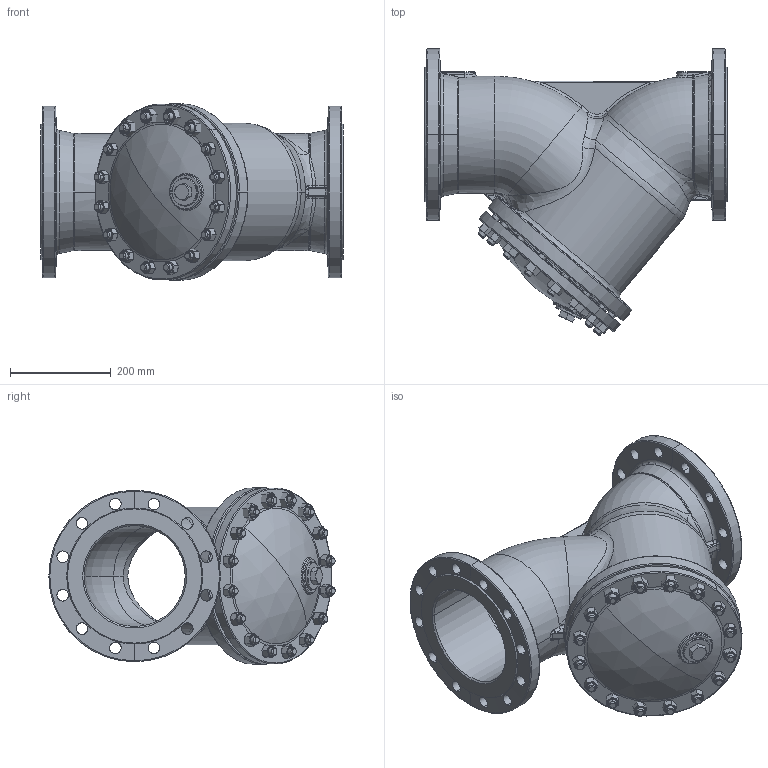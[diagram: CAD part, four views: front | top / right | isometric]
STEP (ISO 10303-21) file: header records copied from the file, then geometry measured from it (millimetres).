
FILE_DESCRIPTION (( 'STEP AP203' ), '1' );
FILE_NAME ('821_DN200_PN16.STEP', '2010-01-08T12:06:09', ( 'Piotr Zlobecki' ), ( 'ZETKAMA SA' ), 'SwSTEP 2.0', 'SolidWorks 2010', '' );
FILE_SCHEMA (( 'CONFIG_CONTROL_DESIGN' ));
Products named in the file (1): 821_DN200_PN16
Bounding box: 600 x 567.22 x 350 mm (x, y, z)
Volume: 14961537.2 mm3; surface area: 1751046.2 mm2
Topology: 35 solids, 35 shells, 940 faces, 2187 edges, 1300 vertices
Faces by surface type: cylinder 255, cone 241, plane 207, bspline 152, torus 77, sphere 8
Entity records: 85467 total; most frequent: CARTESIAN_POINT 65116, ORIENTED_EDGE 4350, DIRECTION 3899, EDGE_CURVE 2175, AXIS2_PLACEMENT_3D 1643, VERTEX_POINT 1300, EDGE_LOOP 1085, FACE_OUTER_BOUND 940
